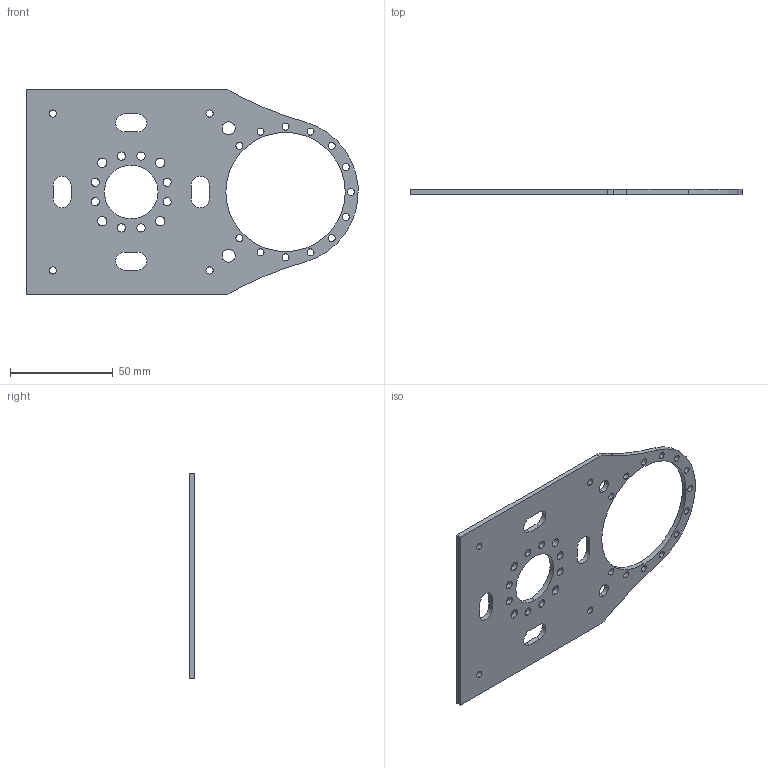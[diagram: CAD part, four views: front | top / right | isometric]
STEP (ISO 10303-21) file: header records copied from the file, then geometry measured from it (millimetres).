
FILE_DESCRIPTION (( 'STEP AP214' ), '1' );
FILE_NAME ('Bottom Plate^shouler joint.STEP', '2021-02-19T00:26:53', ( '' ), ( '' ), 'SwSTEP 2.0', 'SolidWorks 2019', '' );
FILE_SCHEMA (( 'AUTOMOTIVE_DESIGN' ));
Length unit declared in the file: inch
Products named in the file (1): Bottom Plate^shouler  joint
Bounding box: 161.33 x 2.5 x 100 mm (x, y, z)
Volume: 25401.3 mm3; surface area: 23507.3 mm2
Topology: 1 solids, 1 shells, 96 faces, 282 edges, 188 vertices
Faces by surface type: cylinder 81, plane 15
Entity records: 3476 total; most frequent: DIRECTION 638, CARTESIAN_POINT 567, ORIENTED_EDGE 564, EDGE_CURVE 282, AXIS2_PLACEMENT_3D 259, VERTEX_POINT 188, EDGE_LOOP 170, CIRCLE 162
